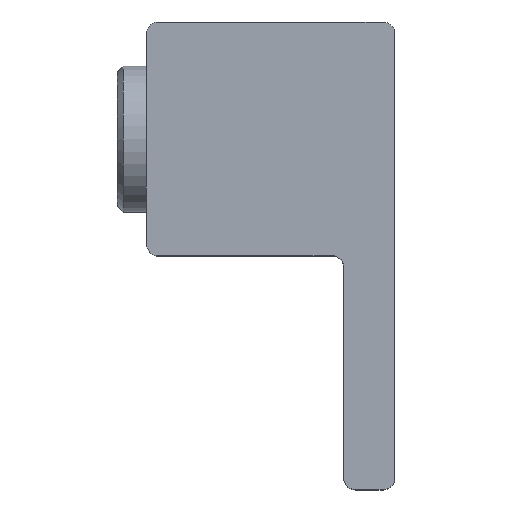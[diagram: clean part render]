
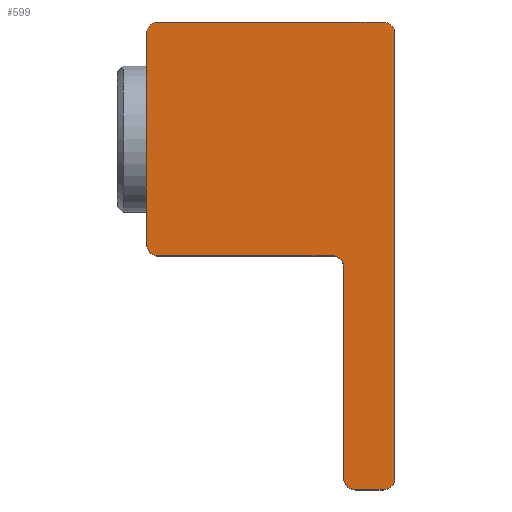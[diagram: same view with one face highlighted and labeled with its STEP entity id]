
A CAD part, top view. The second image highlights one B-rep face of the part: STEP entity #599.
In plain terms, the highlighted planar face has unit normal (0, 0, 1).
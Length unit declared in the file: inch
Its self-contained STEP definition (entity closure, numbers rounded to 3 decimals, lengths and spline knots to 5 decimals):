
#68=PLANE('',#643);
#85=FACE_OUTER_BOUND('',#124,.T.);
#124=EDGE_LOOP('',(#435,#436,#437,#438,#439,#440,#441,#442,#443,#444,#445,
#446));
#178=LINE('',#899,#218);
#184=LINE('',#917,#224);
#185=LINE('',#921,#225);
#186=LINE('',#925,#226);
#187=LINE('',#929,#227);
#188=LINE('',#933,#228);
#218=VECTOR('',#719,0.9);
#224=VECTOR('',#729,0.118);
#225=VECTOR('',#732,1.9);
#226=VECTOR('',#735,0.962);
#227=VECTOR('',#738,0.9);
#228=VECTOR('',#741,0.744);
#257=CIRCLE('',#640,0.05);
#259=CIRCLE('',#644,0.05);
#260=CIRCLE('',#645,0.05);
#261=CIRCLE('',#646,0.05);
#262=CIRCLE('',#647,0.05);
#263=CIRCLE('',#648,0.05);
#285=VERTEX_POINT('',#892);
#286=VERTEX_POINT('',#894);
#287=VERTEX_POINT('',#898);
#294=VERTEX_POINT('',#916);
#295=VERTEX_POINT('',#918);
#296=VERTEX_POINT('',#920);
#297=VERTEX_POINT('',#922);
#298=VERTEX_POINT('',#924);
#299=VERTEX_POINT('',#926);
#300=VERTEX_POINT('',#928);
#301=VERTEX_POINT('',#930);
#302=VERTEX_POINT('',#932);
#343=EDGE_CURVE('',#285,#286,#257,.T.);
#345=EDGE_CURVE('',#286,#287,#178,.T.);
#353=EDGE_CURVE('',#294,#285,#184,.T.);
#354=EDGE_CURVE('',#295,#294,#259,.T.);
#355=EDGE_CURVE('',#296,#295,#185,.T.);
#356=EDGE_CURVE('',#297,#296,#260,.T.);
#357=EDGE_CURVE('',#298,#297,#186,.T.);
#358=EDGE_CURVE('',#299,#298,#261,.T.);
#359=EDGE_CURVE('',#300,#299,#187,.T.);
#360=EDGE_CURVE('',#301,#300,#262,.T.);
#361=EDGE_CURVE('',#302,#301,#188,.T.);
#362=EDGE_CURVE('',#287,#302,#263,.T.);
#435=ORIENTED_EDGE('',*,*,#343,.F.);
#436=ORIENTED_EDGE('',*,*,#353,.F.);
#437=ORIENTED_EDGE('',*,*,#354,.F.);
#438=ORIENTED_EDGE('',*,*,#355,.F.);
#439=ORIENTED_EDGE('',*,*,#356,.F.);
#440=ORIENTED_EDGE('',*,*,#357,.F.);
#441=ORIENTED_EDGE('',*,*,#358,.F.);
#442=ORIENTED_EDGE('',*,*,#359,.F.);
#443=ORIENTED_EDGE('',*,*,#360,.F.);
#444=ORIENTED_EDGE('',*,*,#361,.F.);
#445=ORIENTED_EDGE('',*,*,#362,.F.);
#446=ORIENTED_EDGE('',*,*,#345,.F.);
#599=ADVANCED_FACE('',(#85),#68,.T.);
#640=AXIS2_PLACEMENT_3D('',#895,#714,#715);
#643=AXIS2_PLACEMENT_3D('',#915,#727,#728);
#644=AXIS2_PLACEMENT_3D('',#919,#730,#731);
#645=AXIS2_PLACEMENT_3D('',#923,#733,#734);
#646=AXIS2_PLACEMENT_3D('',#927,#736,#737);
#647=AXIS2_PLACEMENT_3D('',#931,#739,#740);
#648=AXIS2_PLACEMENT_3D('',#934,#742,#743);
#714=DIRECTION('center_axis',(0.,0.,
-1.));
#715=DIRECTION('ref_axis',(-0.707,-0.707,0.));
#719=DIRECTION('',(0.,1.,0.));
#727=DIRECTION('center_axis',(0.,0.,
1.));
#728=DIRECTION('ref_axis',(1.,0.,0.));
#729=DIRECTION('',(-1.,0.,0.));
#730=DIRECTION('center_axis',(0.,0.,
-1.));
#731=DIRECTION('ref_axis',(0.707,-0.707,0.));
#732=DIRECTION('',(0.,-1.,0.));
#733=DIRECTION('center_axis',(0.,0.,
-1.));
#734=DIRECTION('ref_axis',(0.707,0.707,0.));
#735=DIRECTION('',(1.,0.,0.));
#736=DIRECTION('center_axis',(0.,0.,
-1.));
#737=DIRECTION('ref_axis',(-0.707,0.707,0.));
#738=DIRECTION('',(0.,1.,0.));
#739=DIRECTION('center_axis',(0.,0.,
-1.));
#740=DIRECTION('ref_axis',(-0.707,-0.707,0.));
#741=DIRECTION('',(-1.,0.,0.));
#742=DIRECTION('center_axis',(0.,0.,
1.));
#743=DIRECTION('ref_axis',(0.707,0.707,0.));
#892=CARTESIAN_POINT('',(0.3945,-1.,0.495));
#894=CARTESIAN_POINT('',(0.3445,-0.95,0.495));
#895=CARTESIAN_POINT('Origin',(0.3945,-0.95,0.495));
#898=CARTESIAN_POINT('',(0.3445,-0.05,0.495));
#899=CARTESIAN_POINT('',(0.3445,-1.,0.495));
#915=CARTESIAN_POINT('Origin',(0.16932,0.13782,0.495));
#916=CARTESIAN_POINT('',(0.5125,-1.,0.495));
#917=CARTESIAN_POINT('',(0.5625,-1.,0.495));
#918=CARTESIAN_POINT('',(0.5625,-0.95,0.495));
#919=CARTESIAN_POINT('Origin',(0.5125,-0.95,0.495));
#920=CARTESIAN_POINT('',(0.5625,0.95,0.495));
#921=CARTESIAN_POINT('',(0.5625,1.,0.495));
#922=CARTESIAN_POINT('',(0.5125,1.,0.495));
#923=CARTESIAN_POINT('Origin',(0.5125,0.95,0.495));
#924=CARTESIAN_POINT('',(-0.4495,1.,0.495));
#925=CARTESIAN_POINT('',(-0.4995,1.,0.495));
#926=CARTESIAN_POINT('',(-0.4995,0.95,0.495));
#927=CARTESIAN_POINT('Origin',(-0.4495,0.95,0.495));
#928=CARTESIAN_POINT('',(-0.4995,0.05,0.495));
#929=CARTESIAN_POINT('',(-0.4995,0.,0.495));
#930=CARTESIAN_POINT('',(-0.4495,0.,0.495));
#931=CARTESIAN_POINT('Origin',(-0.4495,0.05,0.495));
#932=CARTESIAN_POINT('',(0.2945,0.,0.495));
#933=CARTESIAN_POINT('',(0.3445,0.,0.495));
#934=CARTESIAN_POINT('Origin',(0.2945,-0.05,0.495));
